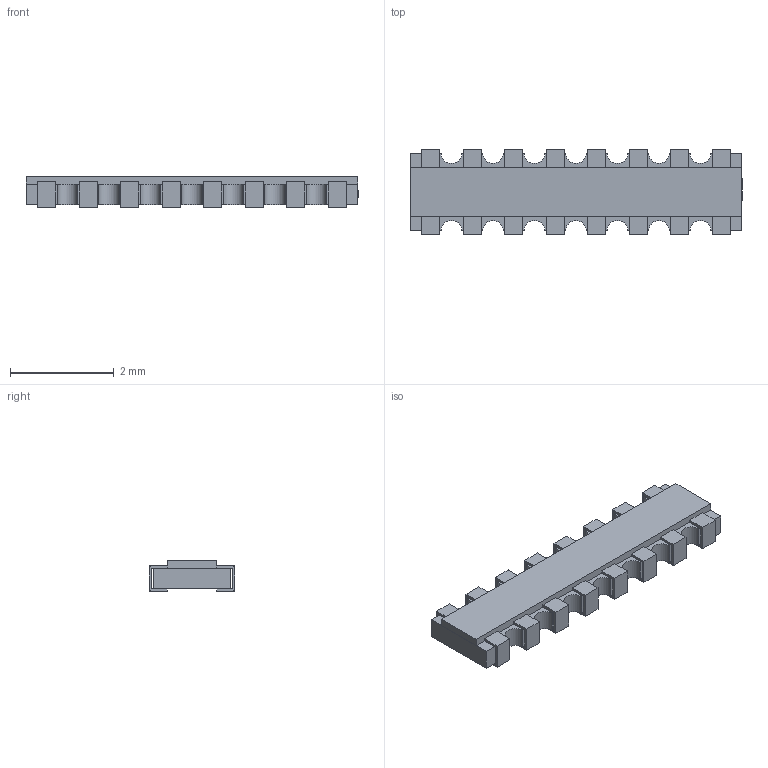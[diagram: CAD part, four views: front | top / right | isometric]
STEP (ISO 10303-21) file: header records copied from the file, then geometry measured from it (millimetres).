
FILE_DESCRIPTION (( 'STEP AP214' ), '1' );
FILE_NAME ('RES-ARRAY-SMD_0603-16P-L6.4-W1.6-TL.step', '2022-07-28T08:49:53', ( '' ), ( '' ), 'SwSTEP 2.0', 'SolidWorks 2020', '' );
FILE_SCHEMA (( 'AUTOMOTIVE_DESIGN' ));
Length unit declared in the file: millimetre
Products named in the file (1): RES-ARRAY-SMD_0603-16P-L6.4-W1.6-TL
Bounding box: 6.4 x 1.65 x 0.6 mm (x, y, z)
Volume: 4.7 mm3; surface area: 54 mm2
Topology: 18 solids, 18 shells, 488 faces, 1171 edges, 738 vertices
Faces by surface type: plane 376, bspline 98, cylinder 14
Entity records: 19886 total; most frequent: CARTESIAN_POINT 3704, ORIENTED_EDGE 2342, DIRECTION 1781, EDGE_CURVE 1171, LINE 943, VECTOR 943, VERTEX_POINT 738, UNCERTAINTY_MEASURE_WITH_UNIT 508
